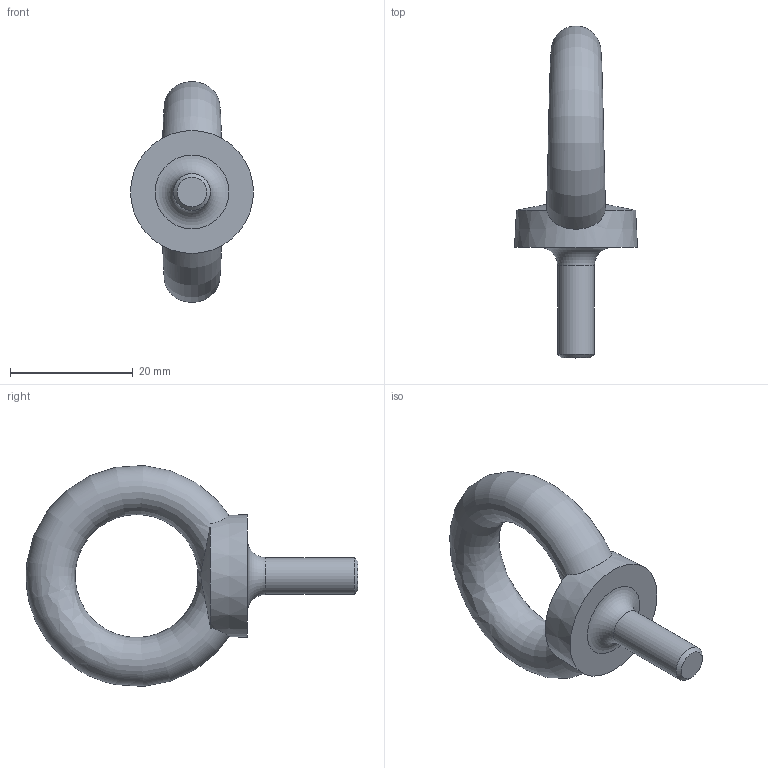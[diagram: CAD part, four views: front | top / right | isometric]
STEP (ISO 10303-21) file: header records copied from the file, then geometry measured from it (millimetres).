
FILE_DESCRIPTION(('STEP AP203'), '1');
FILE_NAME('櫻蠉錪', '', ('UNSPECIFIED'), ('UNSPECIFIED'), 'C3D Converter', 'C3D Toolkit', '');
FILE_SCHEMA(('CONFIG_CONTROL_DESIGN'));
Length unit declared in the file: millimetre
Assembly tree (1 placements, depth 2):
  (unnamed)
    (unnamed)
Bounding box: 20 x 53.99 x 35.92 mm (x, y, z)
Volume: 6631.7 mm3; surface area: 3103.9 mm2
Topology: 1 solids, 1 shells, 9 faces, 21 edges, 14 vertices
Faces by surface type: cone 4, plane 2, cylinder 1, bspline 1, torus 1
Full cylindrical faces by diameter (mm): 6 x1
Entity records: 9063 total; most frequent: CARTESIAN_POINT 8786, DIRECTION 38, ORIENTED_EDGE 30, AXIS2_PLACEMENT_3D 19, EDGE_CURVE 15, EDGE_LOOP 14, VERTEX_POINT 13, ADVANCED_FACE 9
